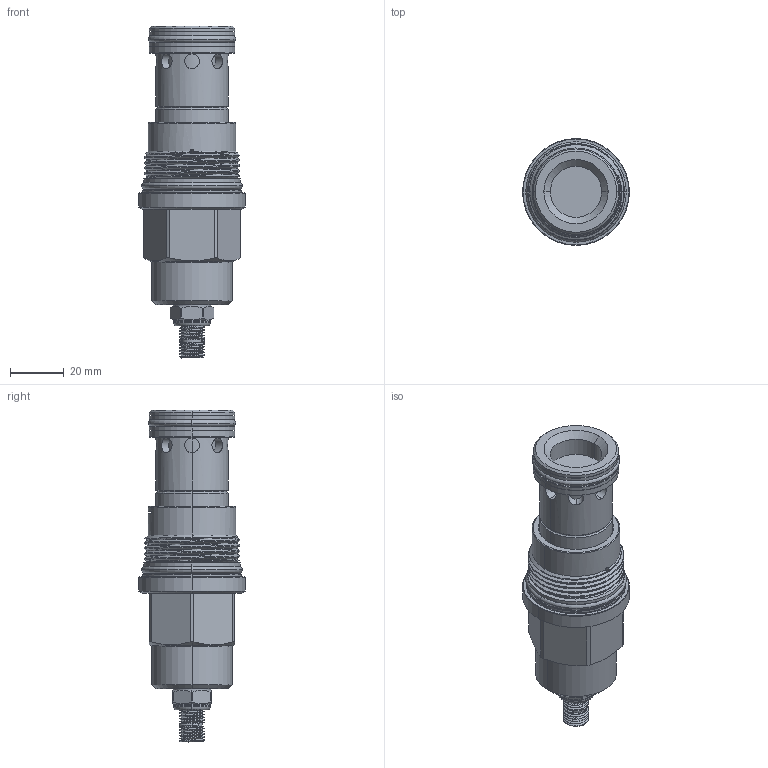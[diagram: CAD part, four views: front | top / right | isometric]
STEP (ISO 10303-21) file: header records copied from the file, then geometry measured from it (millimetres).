
FILE_DESCRIPTION (( 'STEP AP203' ), '1' );
FILE_NAME ('RP16A22-L.STEP', '2020-03-24T00:53:30', ( '' ), ( '' ), 'SwSTEP 2.0', 'SolidWorks 2018', '' );
FILE_SCHEMA (( 'CONFIG_CONTROL_DESIGN' ));
Length unit declared in the file: millimetre
Products named in the file (1): RP16A22-L
Bounding box: 39.67 x 39.67 x 123.3 mm (x, y, z)
Volume: 80130.6 mm3; surface area: 19455.7 mm2
Topology: 5 solids, 5 shells, 274 faces, 652 edges, 405 vertices
Faces by surface type: cylinder 121, plane 55, torus 51, cone 37, bspline 10
Entity records: 16049 total; most frequent: CARTESIAN_POINT 9883, ORIENTED_EDGE 1296, DIRECTION 1269, EDGE_CURVE 648, AXIS2_PLACEMENT_3D 531, VERTEX_POINT 405, EDGE_LOOP 301, ADVANCED_FACE 274
